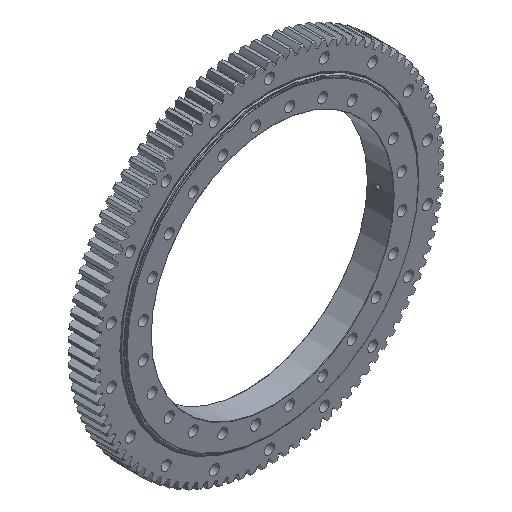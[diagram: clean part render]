
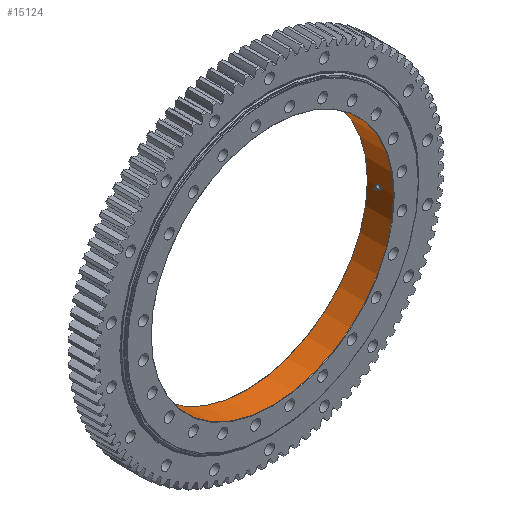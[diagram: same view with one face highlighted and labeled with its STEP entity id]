
A CAD part, isometric view. The second image highlights one B-rep face of the part: STEP entity #15124.
In plain terms, the highlighted cylindrical face has radius 293.688 mm (diameter 587.375 mm), a full revolution.
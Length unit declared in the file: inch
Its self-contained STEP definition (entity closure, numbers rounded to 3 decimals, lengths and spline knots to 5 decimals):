
#34=CYLINDRICAL_SURFACE('',#16239,11.5625);
#515=FACE_BOUND('',#2885,.T.);
#624=LINE('',#31638,#1108);
#1108=VECTOR('',#18701,11.5625);
#2005=FACE_OUTER_BOUND('',#2884,.T.);
#2884=EDGE_LOOP('',(#10600,#10601,#10602,#10603,#10604,#10605));
#2885=EDGE_LOOP('',(#10606,#10607));
#3838=CIRCLE('',#16237,11.5625);
#3839=CIRCLE('',#16238,11.5625);
#3840=CIRCLE('',#16240,11.5625);
#3841=CIRCLE('',#16241,11.5625);
#5212=B_SPLINE_CURVE_WITH_KNOTS('',3,(#31641,#31642,#31643,#31644,#31645,
#31646,#31647,#31648,#31649,#31650,#31651,#31652,#31653,#31654,#31655,#31656,
#31657,#31658),.UNSPECIFIED.,.F.,.F.,(4,2,2,2,2,2,2,2,4),(0.,0.32946,
0.65891,0.98837,1.31783,1.64728,1.97674,
2.3062,2.63565),.UNSPECIFIED.);
#5213=B_SPLINE_CURVE_WITH_KNOTS('',3,(#31659,#31660,#31661,#31662,#31663,
#31664,#31665,#31666,#31667,#31668,#31669,#31670,#31671,#31672,#31673,#31674,
#31675,#31676,#31677,#31678,#31679,#31680,#31681,#31682,#31683,#31684,#31685,
#31686,#31687,#31688,#31689,#31690,#31691,#31692,#31693,#31694,#31695,#31696,
#31697,#31698,#31699,#31700,#31701,#31702,#31703,#31704,#31705,#31706,#31707,
#31708),.UNSPECIFIED.,.F.,.F.,(4,2,2,2,2,2,2,2,2,2,2,2,2,2,2,2,2,2,2,2,
2,2,2,2,4),(2.63565,2.96511,3.29457,3.62402,
3.95348,4.28294,4.61239,4.94185,5.27131,
5.60076,5.93022,6.25967,6.58913,6.91859,
7.24804,7.5775,7.90696,8.23641,8.56587,
8.89533,9.22478,9.55424,9.8837,10.21315,
10.54261),.UNSPECIFIED.);
#5955=VERTEX_POINT('',#31628);
#5956=VERTEX_POINT('',#31630);
#5957=VERTEX_POINT('',#31634);
#5958=VERTEX_POINT('',#31635);
#5959=VERTEX_POINT('',#31639);
#5960=VERTEX_POINT('',#31640);
#7735=EDGE_CURVE('',#5955,#5956,#3838,.T.);
#7736=EDGE_CURVE('',#5956,#5955,#3839,.T.);
#7737=EDGE_CURVE('',#5957,#5958,#3840,.T.);
#7738=EDGE_CURVE('',#5958,#5957,#3841,.T.);
#7739=EDGE_CURVE('',#5958,#5956,#624,.T.);
#7740=EDGE_CURVE('',#5959,#5960,#5212,.T.);
#7741=EDGE_CURVE('',#5960,#5959,#5213,.T.);
#10600=ORIENTED_EDGE('',*,*,#7737,.F.);
#10601=ORIENTED_EDGE('',*,*,#7738,.F.);
#10602=ORIENTED_EDGE('',*,*,#7739,.T.);
#10603=ORIENTED_EDGE('',*,*,#7735,.F.);
#10604=ORIENTED_EDGE('',*,*,#7736,.F.);
#10605=ORIENTED_EDGE('',*,*,#7739,.F.);
#10606=ORIENTED_EDGE('',*,*,#7740,.T.);
#10607=ORIENTED_EDGE('',*,*,#7741,.T.);
#15124=ADVANCED_FACE('',(#2005,#515),#34,.F.);
#16237=AXIS2_PLACEMENT_3D('',#31631,#18691,#18692);
#16238=AXIS2_PLACEMENT_3D('',#31632,#18693,#18694);
#16239=AXIS2_PLACEMENT_3D('',#31633,#18695,#18696);
#16240=AXIS2_PLACEMENT_3D('',#31636,#18697,#18698);
#16241=AXIS2_PLACEMENT_3D('',#31637,#18699,#18700);
#18691=DIRECTION('center_axis',(0.,1.,0.));
#18692=DIRECTION('ref_axis',(1.,0.,0.));
#18693=DIRECTION('center_axis',(0.,1.,0.));
#18694=DIRECTION('ref_axis',(1.,0.,0.));
#18695=DIRECTION('center_axis',(0.,1.,0.));
#18696=DIRECTION('ref_axis',(-1.,0.,0.));
#18697=DIRECTION('center_axis',(0.,-1.,0.));
#18698=DIRECTION('ref_axis',(1.,0.,0.));
#18699=DIRECTION('center_axis',(0.,-1.,0.));
#18700=DIRECTION('ref_axis',(1.,0.,0.));
#18701=DIRECTION('',(0.,-1.,0.));
#31628=CARTESIAN_POINT('',(-11.5625,-1.4075,0.));
#31630=CARTESIAN_POINT('',(11.5625,-1.4075,0.));
#31631=CARTESIAN_POINT('Origin',(0.,-1.4075,0.));
#31632=CARTESIAN_POINT('Origin',(0.,-1.4075,0.));
#31633=CARTESIAN_POINT('Origin',(0.,-0.156,0.));
#31634=CARTESIAN_POINT('',(-11.5625,1.0955,0.));
#31635=CARTESIAN_POINT('',(11.5625,1.0955,0.));
#31636=CARTESIAN_POINT('Origin',(0.,1.0955,0.));
#31637=CARTESIAN_POINT('Origin',(0.,1.0955,0.));
#31638=CARTESIAN_POINT('',(11.5625,-0.156,0.));
#31639=CARTESIAN_POINT('',(-11.54198,0.,-0.6885));
#31640=CARTESIAN_POINT('',(-11.5625,-0.6885,0.));
#31641=CARTESIAN_POINT('Ctrl Pts',(-11.54198,0.,
-0.6885));
#31642=CARTESIAN_POINT('Ctrl Pts',(-11.54198,-0.04324,
-0.6885));
#31643=CARTESIAN_POINT('Ctrl Pts',(-11.54223,-0.08795,
-0.68436));
#31644=CARTESIAN_POINT('Ctrl Pts',(-11.54325,-0.17688,
-0.66693));
#31645=CARTESIAN_POINT('Ctrl Pts',(-11.54402,-0.2211,
-0.65365));
#31646=CARTESIAN_POINT('Ctrl Pts',(-11.54596,-0.30591,
-0.61851));
#31647=CARTESIAN_POINT('Ctrl Pts',(-11.54712,-0.34657,
-0.59664));
#31648=CARTESIAN_POINT('Ctrl Pts',(-11.54963,-0.42176,
-0.54608));
#31649=CARTESIAN_POINT('Ctrl Pts',(-11.55096,-0.45628,
-0.5174));
#31650=CARTESIAN_POINT('Ctrl Pts',(-11.55353,-0.5174,
-0.45628));
#31651=CARTESIAN_POINT('Ctrl Pts',(-11.55487,-0.54608,
-0.42176));
#31652=CARTESIAN_POINT('Ctrl Pts',(-11.55737,-0.59664,
-0.34657));
#31653=CARTESIAN_POINT('Ctrl Pts',(-11.55853,-0.61851,
-0.30591));
#31654=CARTESIAN_POINT('Ctrl Pts',(-11.56046,-0.65365,
-0.2211));
#31655=CARTESIAN_POINT('Ctrl Pts',(-11.56123,-0.66693,
-0.17688));
#31656=CARTESIAN_POINT('Ctrl Pts',(-11.56225,-0.68436,-0.08795));
#31657=CARTESIAN_POINT('Ctrl Pts',(-11.5625,-0.6885,-0.04324));
#31658=CARTESIAN_POINT('Ctrl Pts',(-11.5625,-0.6885,0.));
#31659=CARTESIAN_POINT('Ctrl Pts',(-11.5625,-0.6885,0.));
#31660=CARTESIAN_POINT('Ctrl Pts',(-11.5625,-0.6885,0.04324));
#31661=CARTESIAN_POINT('Ctrl Pts',(-11.56225,-0.68436,0.08795));
#31662=CARTESIAN_POINT('Ctrl Pts',(-11.56123,-0.66693,
0.17688));
#31663=CARTESIAN_POINT('Ctrl Pts',(-11.56046,-0.65365,
0.2211));
#31664=CARTESIAN_POINT('Ctrl Pts',(-11.55853,-0.61851,
0.30591));
#31665=CARTESIAN_POINT('Ctrl Pts',(-11.55737,-0.59664,
0.34657));
#31666=CARTESIAN_POINT('Ctrl Pts',(-11.55487,-0.54608,
0.42176));
#31667=CARTESIAN_POINT('Ctrl Pts',(-11.55353,-0.5174,
0.45628));
#31668=CARTESIAN_POINT('Ctrl Pts',(-11.55096,-0.45628,
0.5174));
#31669=CARTESIAN_POINT('Ctrl Pts',(-11.54963,-0.42176,
0.54608));
#31670=CARTESIAN_POINT('Ctrl Pts',(-11.54712,-0.34657,
0.59664));
#31671=CARTESIAN_POINT('Ctrl Pts',(-11.54596,-0.30591,
0.61851));
#31672=CARTESIAN_POINT('Ctrl Pts',(-11.54402,-0.2211,
0.65365));
#31673=CARTESIAN_POINT('Ctrl Pts',(-11.54325,-0.17688,
0.66693));
#31674=CARTESIAN_POINT('Ctrl Pts',(-11.54223,-0.08795,
0.68436));
#31675=CARTESIAN_POINT('Ctrl Pts',(-11.54198,-0.04324,
0.6885));
#31676=CARTESIAN_POINT('Ctrl Pts',(-11.54198,0.04324,
0.6885));
#31677=CARTESIAN_POINT('Ctrl Pts',(-11.54223,0.08795,
0.68436));
#31678=CARTESIAN_POINT('Ctrl Pts',(-11.54325,0.17688,
0.66693));
#31679=CARTESIAN_POINT('Ctrl Pts',(-11.54402,0.2211,
0.65365));
#31680=CARTESIAN_POINT('Ctrl Pts',(-11.54596,0.30591,
0.61851));
#31681=CARTESIAN_POINT('Ctrl Pts',(-11.54712,0.34657,
0.59664));
#31682=CARTESIAN_POINT('Ctrl Pts',(-11.54963,0.42176,
0.54608));
#31683=CARTESIAN_POINT('Ctrl Pts',(-11.55096,0.45628,
0.5174));
#31684=CARTESIAN_POINT('Ctrl Pts',(-11.55353,0.5174,
0.45628));
#31685=CARTESIAN_POINT('Ctrl Pts',(-11.55487,0.54608,
0.42176));
#31686=CARTESIAN_POINT('Ctrl Pts',(-11.55737,0.59664,
0.34657));
#31687=CARTESIAN_POINT('Ctrl Pts',(-11.55853,0.61851,
0.30591));
#31688=CARTESIAN_POINT('Ctrl Pts',(-11.56046,0.65365,
0.2211));
#31689=CARTESIAN_POINT('Ctrl Pts',(-11.56123,0.66693,
0.17688));
#31690=CARTESIAN_POINT('Ctrl Pts',(-11.56225,0.68436,0.08795));
#31691=CARTESIAN_POINT('Ctrl Pts',(-11.5625,0.6885,0.04324));
#31692=CARTESIAN_POINT('Ctrl Pts',(-11.5625,0.6885,-0.04324));
#31693=CARTESIAN_POINT('Ctrl Pts',(-11.56225,0.68436,-0.08795));
#31694=CARTESIAN_POINT('Ctrl Pts',(-11.56123,0.66693,
-0.17688));
#31695=CARTESIAN_POINT('Ctrl Pts',(-11.56046,0.65365,
-0.2211));
#31696=CARTESIAN_POINT('Ctrl Pts',(-11.55853,0.61851,
-0.30591));
#31697=CARTESIAN_POINT('Ctrl Pts',(-11.55737,0.59664,
-0.34657));
#31698=CARTESIAN_POINT('Ctrl Pts',(-11.55487,0.54608,
-0.42176));
#31699=CARTESIAN_POINT('Ctrl Pts',(-11.55353,0.5174,
-0.45628));
#31700=CARTESIAN_POINT('Ctrl Pts',(-11.55096,0.45628,
-0.5174));
#31701=CARTESIAN_POINT('Ctrl Pts',(-11.54963,0.42176,
-0.54608));
#31702=CARTESIAN_POINT('Ctrl Pts',(-11.54712,0.34657,
-0.59664));
#31703=CARTESIAN_POINT('Ctrl Pts',(-11.54596,0.30591,
-0.61851));
#31704=CARTESIAN_POINT('Ctrl Pts',(-11.54402,0.2211,
-0.65365));
#31705=CARTESIAN_POINT('Ctrl Pts',(-11.54325,0.17688,
-0.66693));
#31706=CARTESIAN_POINT('Ctrl Pts',(-11.54223,0.08795,
-0.68436));
#31707=CARTESIAN_POINT('Ctrl Pts',(-11.54198,0.04324,
-0.6885));
#31708=CARTESIAN_POINT('Ctrl Pts',(-11.54198,0.,
-0.6885));
